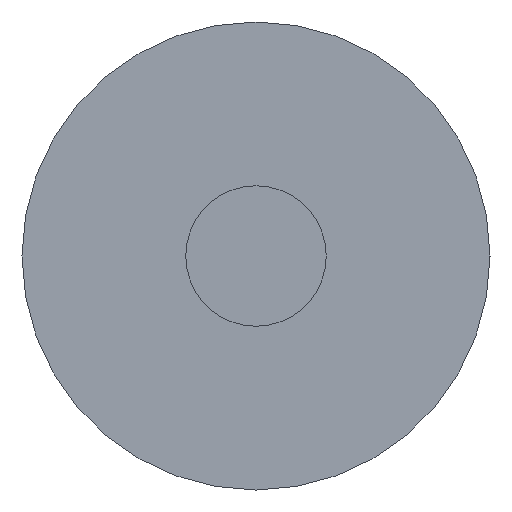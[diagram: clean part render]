
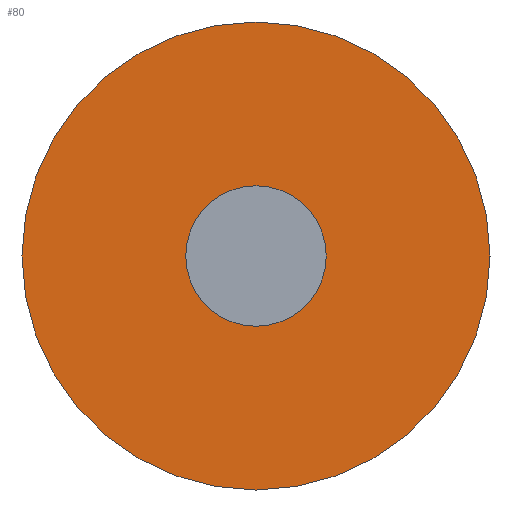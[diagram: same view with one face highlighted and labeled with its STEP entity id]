
A CAD part, left-side view. The second image highlights one B-rep face of the part: STEP entity #80.
In plain terms, the highlighted planar face has unit normal (-1, 0, 0).
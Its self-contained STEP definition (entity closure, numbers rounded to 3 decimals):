
#58=PLANE('',#210);
#67=FACE_OUTER_BOUND('',#114,.T.);
#80=ADVANCED_FACE('',(#67),#58,.T.);
#114=EDGE_LOOP('',(#152));
#126=CIRCLE('',#207,1.5);
#152=ORIENTED_EDGE('',*,*,#180,.T.);
#166=VERTEX_POINT('',#299);
#180=EDGE_CURVE('',#166,#166,#126,.T.);
#207=AXIS2_PLACEMENT_3D('',#298,#251,#252);
#210=AXIS2_PLACEMENT_3D('',#303,#257,#258);
#251=DIRECTION('',(-1.,0.,0.));
#252=DIRECTION('',(0.,1.,0.));
#257=DIRECTION('',(-1.,0.,0.));
#258=DIRECTION('',(0.,0.,1.));
#298=CARTESIAN_POINT('',(15.,0.,0.));
#299=CARTESIAN_POINT('',(15.,1.5,0.));
#303=CARTESIAN_POINT('',(15.,0.,0.));
